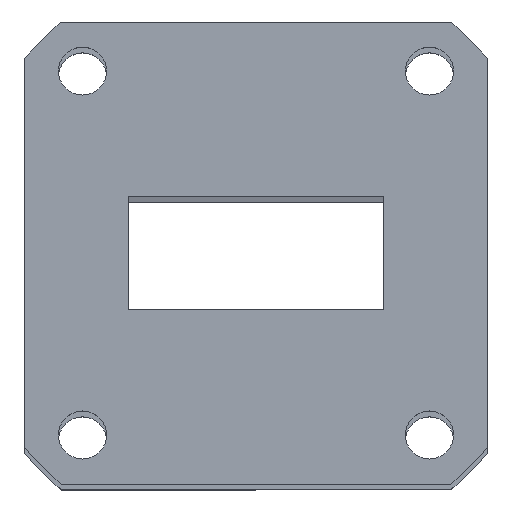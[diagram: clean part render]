
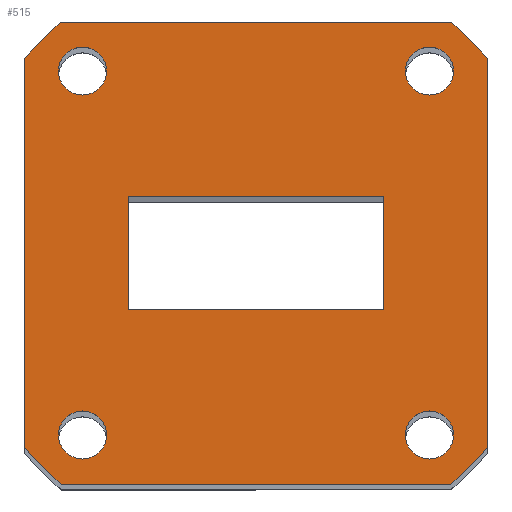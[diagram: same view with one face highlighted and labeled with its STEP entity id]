
A CAD part, top view. The second image highlights one B-rep face of the part: STEP entity #515.
In plain terms, the highlighted planar face has unit normal (0, 0, 1).
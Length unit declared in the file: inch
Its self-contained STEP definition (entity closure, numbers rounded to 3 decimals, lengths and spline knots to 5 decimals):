
#5 = EDGE_CURVE ( 'NONE', #467, #804, #712, .T. ) ;
#12 = FACE_BOUND ( 'NONE', #250, .T. ) ;
#27 = EDGE_CURVE ( 'NONE', #510, #1268, #1388, .T. ) ;
#56 = ORIENTED_EDGE ( 'NONE', *, *, #359, .F. ) ;
#61 = VECTOR ( 'NONE', #1455, 39.37008 ) ;
#68 = DIRECTION ( 'NONE',  ( 0., 0., -1. ) ) ;
#77 = VECTOR ( 'NONE', #980, 39.37008 ) ;
#86 = CARTESIAN_POINT ( 'NONE',  ( 0., 0., 0. ) ) ;
#109 = DIRECTION ( 'NONE',  ( 0., 0., -1. ) ) ;
#113 = EDGE_CURVE ( 'NONE', #174, #174, #348, .T. ) ;
#119 = CARTESIAN_POINT ( 'NONE',  ( -0.5255, -0.64, 0. ) ) ;
#131 = EDGE_CURVE ( 'NONE', #502, #502, #1509, .T. ) ;
#170 = VERTEX_POINT ( 'NONE', #119 ) ;
#174 = VERTEX_POINT ( 'NONE', #882 ) ;
#182 = DIRECTION ( 'NONE',  ( 0., 0., 1. ) ) ;
#183 = CARTESIAN_POINT ( 'NONE',  ( -0.61, -0.64, 0. ) ) ;
#189 = ORIENTED_EDGE ( 'NONE', *, *, #1324, .F. ) ;
#216 = CARTESIAN_POINT ( 'NONE',  ( 0., -0.2, 0. ) ) ;
#233 = EDGE_CURVE ( 'NONE', #1284, #407, #544, .T. ) ;
#250 = EDGE_LOOP ( 'NONE', ( #1314 ) ) ;
#259 = AXIS2_PLACEMENT_3D ( 'NONE', #1480, #109, #357 ) ;
#264 = LINE ( 'NONE', #1380, #976 ) ;
#266 = VECTOR ( 'NONE', #679, 39.37008 ) ;
#268 = CARTESIAN_POINT ( 'NONE',  ( 0.45, -0.2, 0. ) ) ;
#270 = EDGE_LOOP ( 'NONE', ( #738, #1505, #789, #594 ) ) ;
#287 = ORIENTED_EDGE ( 'NONE', *, *, #442, .F. ) ;
#302 = VERTEX_POINT ( 'NONE', #875 ) ;
#303 = ORIENTED_EDGE ( 'NONE', *, *, #1363, .F. ) ;
#304 = FACE_BOUND ( 'NONE', #270, .T. ) ;
#309 = CARTESIAN_POINT ( 'NONE',  ( 0., 0., 0. ) ) ;
#348 = CIRCLE ( 'NONE', #742, 0.0845 ) ;
#357 = DIRECTION ( 'NONE',  ( -1., 0., 0. ) ) ;
#359 = EDGE_CURVE ( 'NONE', #657, #467, #870, .T. ) ;
#404 = LINE ( 'NONE', #1204, #655 ) ;
#407 = VERTEX_POINT ( 'NONE', #861 ) ;
#437 = DIRECTION ( 'NONE',  ( -1., 0., 0. ) ) ;
#442 = EDGE_CURVE ( 'NONE', #1216, #657, #1115, .T. ) ;
#451 = DIRECTION ( 'NONE',  ( 1., 0., 0. ) ) ;
#467 = VERTEX_POINT ( 'NONE', #1238 ) ;
#480 = PLANE ( 'NONE',  #259 ) ;
#488 = DIRECTION ( 'NONE',  ( 0., 1., 0. ) ) ;
#491 = CARTESIAN_POINT ( 'NONE',  ( 0.68465, 0.8125, 0. ) ) ;
#502 = VERTEX_POINT ( 'NONE', #1248 ) ;
#510 = VERTEX_POINT ( 'NONE', #603 ) ;
#515 = ADVANCED_FACE ( 'NONE', ( #736, #304, #810, #1050, #12, #1269 ), #480, .F. ) ;
#536 = DIRECTION ( 'NONE',  ( 0., 1., 0. ) ) ;
#544 = LINE ( 'NONE', #1054, #266 ) ;
#547 = AXIS2_PLACEMENT_3D ( 'NONE', #86, #580, #451 ) ;
#553 = EDGE_CURVE ( 'NONE', #1268, #719, #264, .T. ) ;
#560 = DIRECTION ( 'NONE',  ( 1., 0., 0. ) ) ;
#580 = DIRECTION ( 'NONE',  ( 0., 0., -1. ) ) ;
#586 = EDGE_CURVE ( 'NONE', #302, #302, #1565, .T. ) ;
#594 = ORIENTED_EDGE ( 'NONE', *, *, #912, .F. ) ;
#603 = CARTESIAN_POINT ( 'NONE',  ( -0.68465, -0.8125, 0. ) ) ;
#609 = VECTOR ( 'NONE', #1104, 39.37008 ) ;
#647 = ORIENTED_EDGE ( 'NONE', *, *, #27, .F. ) ;
#655 = VECTOR ( 'NONE', #437, 39.37008 ) ;
#657 = VERTEX_POINT ( 'NONE', #491 ) ;
#679 = DIRECTION ( 'NONE',  ( 0., -1., 0. ) ) ;
#697 = EDGE_CURVE ( 'NONE', #1079, #1272, #1227, .T. ) ;
#701 = CARTESIAN_POINT ( 'NONE',  ( -0.68465, 0.8125, 0. ) ) ;
#706 = AXIS2_PLACEMENT_3D ( 'NONE', #309, #937, #560 ) ;
#712 = LINE ( 'NONE', #1161, #999 ) ;
#719 = VERTEX_POINT ( 'NONE', #1563 ) ;
#723 = AXIS2_PLACEMENT_3D ( 'NONE', #887, #1628, #1137 ) ;
#736 = FACE_OUTER_BOUND ( 'NONE', #1172, .T. ) ;
#738 = ORIENTED_EDGE ( 'NONE', *, *, #697, .F. ) ;
#742 = AXIS2_PLACEMENT_3D ( 'NONE', #774, #787, #911 ) ;
#748 = LINE ( 'NONE', #216, #61 ) ;
#774 = CARTESIAN_POINT ( 'NONE',  ( 0.61, 0.64, 0. ) ) ;
#779 = CIRCLE ( 'NONE', #820, 0.0845 ) ;
#787 = DIRECTION ( 'NONE',  ( 0., 0., 1. ) ) ;
#789 = ORIENTED_EDGE ( 'NONE', *, *, #233, .F. ) ;
#804 = VERTEX_POINT ( 'NONE', #1059 ) ;
#810 = FACE_BOUND ( 'NONE', #1027, .T. ) ;
#820 = AXIS2_PLACEMENT_3D ( 'NONE', #183, #833, #1057 ) ;
#833 = DIRECTION ( 'NONE',  ( 0., 0., 1. ) ) ;
#835 = CARTESIAN_POINT ( 'NONE',  ( 0., 0., 0. ) ) ;
#861 = CARTESIAN_POINT ( 'NONE',  ( -0.45, -0.2, 0. ) ) ;
#870 = CIRCLE ( 'NONE', #547, 1.0625 ) ;
#873 = ORIENTED_EDGE ( 'NONE', *, *, #586, .F. ) ;
#875 = CARTESIAN_POINT ( 'NONE',  ( 0.6945, -0.64, 0. ) ) ;
#882 = CARTESIAN_POINT ( 'NONE',  ( 0.6945, 0.64, 0. ) ) ;
#887 = CARTESIAN_POINT ( 'NONE',  ( 0.61, -0.64, 0. ) ) ;
#911 = DIRECTION ( 'NONE',  ( 1., 0., 0. ) ) ;
#912 = EDGE_CURVE ( 'NONE', #1272, #1284, #404, .T. ) ;
#913 = DIRECTION ( 'NONE',  ( 0., -1., 0. ) ) ;
#931 = CARTESIAN_POINT ( 'NONE',  ( 0.45, 0.2, 0. ) ) ;
#933 = CARTESIAN_POINT ( 'NONE',  ( 0.45, 0., 0. ) ) ;
#935 = CARTESIAN_POINT ( 'NONE',  ( 0., 0., 0. ) ) ;
#937 = DIRECTION ( 'NONE',  ( 0., 0., -1. ) ) ;
#951 = DIRECTION ( 'NONE',  ( 1., 0., 0. ) ) ;
#954 = CARTESIAN_POINT ( 'NONE',  ( -0.45, 0.2, 0. ) ) ;
#956 = DIRECTION ( 'NONE',  ( 1., 0., 0. ) ) ;
#976 = VECTOR ( 'NONE', #488, 39.37008 ) ;
#980 = DIRECTION ( 'NONE',  ( 1., 0., 0. ) ) ;
#994 = LINE ( 'NONE', #1352, #609 ) ;
#999 = VECTOR ( 'NONE', #913, 39.37008 ) ;
#1002 = ORIENTED_EDGE ( 'NONE', *, *, #1396, .F. ) ;
#1013 = ORIENTED_EDGE ( 'NONE', *, *, #5, .F. ) ;
#1027 = EDGE_LOOP ( 'NONE', ( #303 ) ) ;
#1050 = FACE_BOUND ( 'NONE', #1372, .T. ) ;
#1051 = CIRCLE ( 'NONE', #1260, 1.0625 ) ;
#1054 = CARTESIAN_POINT ( 'NONE',  ( -0.45, 0., 0. ) ) ;
#1057 = DIRECTION ( 'NONE',  ( 1., 0., 0. ) ) ;
#1059 = CARTESIAN_POINT ( 'NONE',  ( 0.8125, -0.68465, 0. ) ) ;
#1079 = VERTEX_POINT ( 'NONE', #268 ) ;
#1104 = DIRECTION ( 'NONE',  ( -1., 0., 0. ) ) ;
#1115 = LINE ( 'NONE', #1218, #77 ) ;
#1137 = DIRECTION ( 'NONE',  ( 1., 0., 0. ) ) ;
#1148 = CIRCLE ( 'NONE', #706, 1.0625 ) ;
#1161 = CARTESIAN_POINT ( 'NONE',  ( 0.8125, 0., 0. ) ) ;
#1164 = CARTESIAN_POINT ( 'NONE',  ( -0.61, 0.64, 0. ) ) ;
#1170 = ORIENTED_EDGE ( 'NONE', *, *, #1599, .F. ) ;
#1172 = EDGE_LOOP ( 'NONE', ( #1237, #647, #1170, #1002, #1013, #56, #287, #189 ) ) ;
#1180 = AXIS2_PLACEMENT_3D ( 'NONE', #835, #1583, #951 ) ;
#1204 = CARTESIAN_POINT ( 'NONE',  ( 0., 0.2, 0. ) ) ;
#1216 = VERTEX_POINT ( 'NONE', #701 ) ;
#1218 = CARTESIAN_POINT ( 'NONE',  ( 0., 0.8125, 0. ) ) ;
#1227 = LINE ( 'NONE', #933, #1306 ) ;
#1237 = ORIENTED_EDGE ( 'NONE', *, *, #553, .F. ) ;
#1238 = CARTESIAN_POINT ( 'NONE',  ( 0.8125, 0.68465, 0. ) ) ;
#1247 = ORIENTED_EDGE ( 'NONE', *, *, #131, .F. ) ;
#1248 = CARTESIAN_POINT ( 'NONE',  ( -0.5255, 0.64, 0. ) ) ;
#1260 = AXIS2_PLACEMENT_3D ( 'NONE', #935, #68, #956 ) ;
#1268 = VERTEX_POINT ( 'NONE', #1303 ) ;
#1269 = FACE_BOUND ( 'NONE', #1453, .T. ) ;
#1272 = VERTEX_POINT ( 'NONE', #931 ) ;
#1284 = VERTEX_POINT ( 'NONE', #954 ) ;
#1295 = DIRECTION ( 'NONE',  ( 1., 0., 0. ) ) ;
#1303 = CARTESIAN_POINT ( 'NONE',  ( -0.8125, -0.68465, 0. ) ) ;
#1306 = VECTOR ( 'NONE', #536, 39.37008 ) ;
#1314 = ORIENTED_EDGE ( 'NONE', *, *, #113, .F. ) ;
#1324 = EDGE_CURVE ( 'NONE', #719, #1216, #1051, .T. ) ;
#1350 = AXIS2_PLACEMENT_3D ( 'NONE', #1164, #182, #1295 ) ;
#1352 = CARTESIAN_POINT ( 'NONE',  ( 0., -0.8125, 0. ) ) ;
#1363 = EDGE_CURVE ( 'NONE', #170, #170, #779, .T. ) ;
#1372 = EDGE_LOOP ( 'NONE', ( #873 ) ) ;
#1380 = CARTESIAN_POINT ( 'NONE',  ( -0.8125, 0., 0. ) ) ;
#1388 = CIRCLE ( 'NONE', #1180, 1.0625 ) ;
#1396 = EDGE_CURVE ( 'NONE', #804, #1403, #1148, .T. ) ;
#1403 = VERTEX_POINT ( 'NONE', #1433 ) ;
#1433 = CARTESIAN_POINT ( 'NONE',  ( 0.68465, -0.8125, 0. ) ) ;
#1453 = EDGE_LOOP ( 'NONE', ( #1247 ) ) ;
#1455 = DIRECTION ( 'NONE',  ( 1., 0., 0. ) ) ;
#1480 = CARTESIAN_POINT ( 'NONE',  ( 0., 0., 0. ) ) ;
#1505 = ORIENTED_EDGE ( 'NONE', *, *, #1540, .F. ) ;
#1509 = CIRCLE ( 'NONE', #1350, 0.0845 ) ;
#1540 = EDGE_CURVE ( 'NONE', #407, #1079, #748, .T. ) ;
#1563 = CARTESIAN_POINT ( 'NONE',  ( -0.8125, 0.68465, 0. ) ) ;
#1565 = CIRCLE ( 'NONE', #723, 0.0845 ) ;
#1583 = DIRECTION ( 'NONE',  ( 0., 0., -1. ) ) ;
#1599 = EDGE_CURVE ( 'NONE', #1403, #510, #994, .T. ) ;
#1628 = DIRECTION ( 'NONE',  ( 0., 0., 1. ) ) ;
